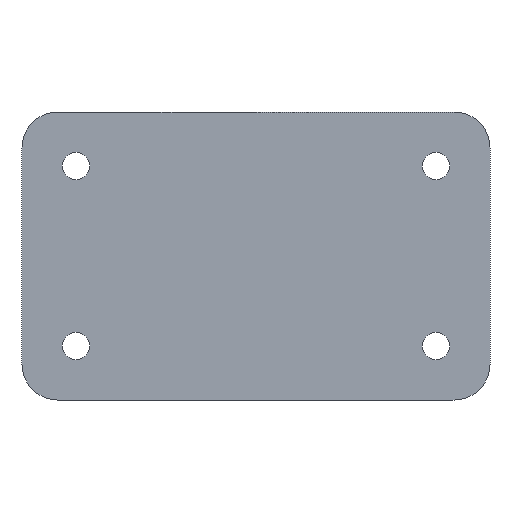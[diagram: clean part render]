
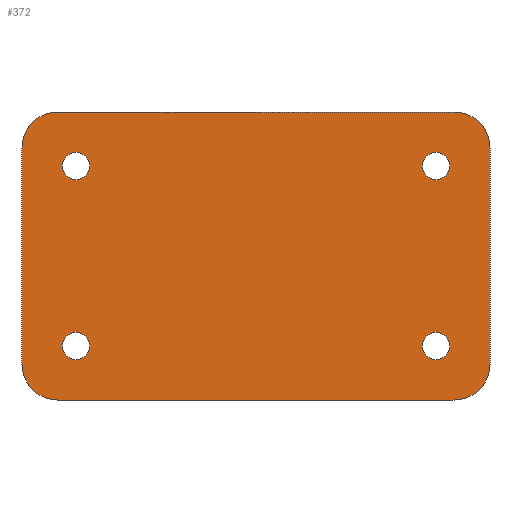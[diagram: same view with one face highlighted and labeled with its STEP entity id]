
A CAD part, front view. The second image highlights one B-rep face of the part: STEP entity #372.
In plain terms, the highlighted planar face has unit normal (0, -1, 0).
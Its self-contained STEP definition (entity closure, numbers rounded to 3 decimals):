
#2 = DIRECTION ( 'NONE',  ( 0., -1., 0. ) ) ;
#7 = CARTESIAN_POINT ( 'NONE',  ( 32.5, -70., -15. ) ) ;
#14 = PLANE ( 'NONE',  #1829 ) ;
#19 = AXIS2_PLACEMENT_3D ( 'NONE', #759, #1676, #290 ) ;
#27 = DIRECTION ( 'NONE',  ( 0., 1., 0. ) ) ;
#40 = CARTESIAN_POINT ( 'NONE',  ( -25., -70., -12.5 ) ) ;
#44 = CARTESIAN_POINT ( 'NONE',  ( -25., -70., 14.399 ) ) ;
#47 = EDGE_CURVE ( 'NONE', #1601, #747, #335, .T. ) ;
#62 = EDGE_CURVE ( 'NONE', #101, #1205, #1874, .T. ) ;
#82 = LINE ( 'NONE', #691, #1395 ) ;
#96 = ORIENTED_EDGE ( 'NONE', *, *, #481, .T. ) ;
#97 = DIRECTION ( 'NONE',  ( 0., 0., -1. ) ) ;
#101 = VERTEX_POINT ( 'NONE', #532 ) ;
#121 = EDGE_CURVE ( 'NONE', #195, #128, #1279, .T. ) ;
#128 = VERTEX_POINT ( 'NONE', #233 ) ;
#148 = CARTESIAN_POINT ( 'NONE',  ( 27.5, -70., 15. ) ) ;
#150 = ORIENTED_EDGE ( 'NONE', *, *, #672, .F. ) ;
#192 = FACE_BOUND ( 'NONE', #1384, .T. ) ;
#195 = VERTEX_POINT ( 'NONE', #1316 ) ;
#210 = CIRCLE ( 'NONE', #19, 1.899 ) ;
#233 = CARTESIAN_POINT ( 'NONE',  ( 25., -70., -10.601 ) ) ;
#241 = CARTESIAN_POINT ( 'NONE',  ( 32.5, -70., 15. ) ) ;
#244 = VERTEX_POINT ( 'NONE', #1033 ) ;
#254 = DIRECTION ( 'NONE',  ( 0., 0., 1. ) ) ;
#269 = DIRECTION ( 'NONE',  ( 0., -1., 0. ) ) ;
#270 = VECTOR ( 'NONE', #986, 1000. ) ;
#277 = CIRCLE ( 'NONE', #1361, 5. ) ;
#286 = FACE_BOUND ( 'NONE', #477, .T. ) ;
#290 = DIRECTION ( 'NONE',  ( 0., 0., -1. ) ) ;
#294 = FACE_BOUND ( 'NONE', #1219, .T. ) ;
#298 = VERTEX_POINT ( 'NONE', #1809 ) ;
#324 = CARTESIAN_POINT ( 'NONE',  ( 0., -70., 20. ) ) ;
#331 = VERTEX_POINT ( 'NONE', #897 ) ;
#335 = LINE ( 'NONE', #1089, #1438 ) ;
#362 = VERTEX_POINT ( 'NONE', #1650 ) ;
#372 = ADVANCED_FACE ( 'NONE', ( #286, #294, #905, #192, #1278 ), #14, .F. ) ;
#375 = AXIS2_PLACEMENT_3D ( 'NONE', #408, #1777, #1583 ) ;
#376 = CARTESIAN_POINT ( 'NONE',  ( 25., -70., 14.399 ) ) ;
#379 = CARTESIAN_POINT ( 'NONE',  ( -27.5, -70., -15. ) ) ;
#405 = CARTESIAN_POINT ( 'NONE',  ( -25., -70., 12.5 ) ) ;
#407 = VERTEX_POINT ( 'NONE', #44 ) ;
#408 = CARTESIAN_POINT ( 'NONE',  ( 25., -70., -12.5 ) ) ;
#433 = DIRECTION ( 'NONE',  ( 0., -1., 0. ) ) ;
#462 = ORIENTED_EDGE ( 'NONE', *, *, #1238, .F. ) ;
#477 = EDGE_LOOP ( 'NONE', ( #1499, #1613 ) ) ;
#481 = EDGE_CURVE ( 'NONE', #1205, #795, #1715, .T. ) ;
#489 = AXIS2_PLACEMENT_3D ( 'NONE', #40, #1057, #616 ) ;
#511 = CARTESIAN_POINT ( 'NONE',  ( -25., -70., -14.399 ) ) ;
#518 = DIRECTION ( 'NONE',  ( 0., -1., 0. ) ) ;
#532 = CARTESIAN_POINT ( 'NONE',  ( -32.5, -70., -15. ) ) ;
#535 = EDGE_CURVE ( 'NONE', #331, #101, #1617, .T. ) ;
#556 = CIRCLE ( 'NONE', #1144, 1.899 ) ;
#564 = ORIENTED_EDGE ( 'NONE', *, *, #1201, .T. ) ;
#584 = DIRECTION ( 'NONE',  ( 0., -1., 0. ) ) ;
#603 = EDGE_CURVE ( 'NONE', #904, #1506, #82, .T. ) ;
#616 = DIRECTION ( 'NONE',  ( 0., 0., -1. ) ) ;
#628 = ORIENTED_EDGE ( 'NONE', *, *, #1726, .F. ) ;
#631 = ORIENTED_EDGE ( 'NONE', *, *, #62, .T. ) ;
#634 = DIRECTION ( 'NONE',  ( 0., 0., 1. ) ) ;
#660 = ORIENTED_EDGE ( 'NONE', *, *, #1093, .F. ) ;
#672 = EDGE_CURVE ( 'NONE', #407, #298, #1765, .T. ) ;
#673 = CARTESIAN_POINT ( 'NONE',  ( 25., -70., -12.5 ) ) ;
#676 = EDGE_LOOP ( 'NONE', ( #926, #631, #96, #1012, #1387, #564, #1926, #1776 ) ) ;
#688 = CIRCLE ( 'NONE', #1801, 1.899 ) ;
#691 = CARTESIAN_POINT ( 'NONE',  ( 32.5, -70., 20. ) ) ;
#745 = CARTESIAN_POINT ( 'NONE',  ( 25., -70., 12.5 ) ) ;
#747 = VERTEX_POINT ( 'NONE', #1044 ) ;
#757 = DIRECTION ( 'NONE',  ( 0., -1., 0. ) ) ;
#759 = CARTESIAN_POINT ( 'NONE',  ( 25., -70., 12.5 ) ) ;
#795 = VERTEX_POINT ( 'NONE', #799 ) ;
#799 = CARTESIAN_POINT ( 'NONE',  ( 27.5, -70., -20. ) ) ;
#802 = DIRECTION ( 'NONE',  ( 0., 0., 1. ) ) ;
#808 = ORIENTED_EDGE ( 'NONE', *, *, #1803, .F. ) ;
#810 = CIRCLE ( 'NONE', #1675, 1.899 ) ;
#824 = ORIENTED_EDGE ( 'NONE', *, *, #1097, .F. ) ;
#881 = DIRECTION ( 'NONE',  ( 0., 0., -1. ) ) ;
#897 = CARTESIAN_POINT ( 'NONE',  ( -32.5, -70., 15. ) ) ;
#904 = VERTEX_POINT ( 'NONE', #241 ) ;
#905 = FACE_BOUND ( 'NONE', #1054, .T. ) ;
#911 = CIRCLE ( 'NONE', #1735, 1.899 ) ;
#926 = ORIENTED_EDGE ( 'NONE', *, *, #535, .T. ) ;
#940 = DIRECTION ( 'NONE',  ( 0., 0., 1. ) ) ;
#954 = VERTEX_POINT ( 'NONE', #376 ) ;
#964 = CARTESIAN_POINT ( 'NONE',  ( 0., -70., -20. ) ) ;
#986 = DIRECTION ( 'NONE',  ( 0., 0., -1. ) ) ;
#1002 = CIRCLE ( 'NONE', #1422, 5. ) ;
#1012 = ORIENTED_EDGE ( 'NONE', *, *, #1208, .T. ) ;
#1033 = CARTESIAN_POINT ( 'NONE',  ( -25., -70., -10.601 ) ) ;
#1044 = CARTESIAN_POINT ( 'NONE',  ( 27.5, -70., 20. ) ) ;
#1054 = EDGE_LOOP ( 'NONE', ( #628, #808 ) ) ;
#1057 = DIRECTION ( 'NONE',  ( 0., -1., 0. ) ) ;
#1089 = CARTESIAN_POINT ( 'NONE',  ( 0., -70., 20. ) ) ;
#1093 = EDGE_CURVE ( 'NONE', #244, #1286, #688, .T. ) ;
#1097 = EDGE_CURVE ( 'NONE', #298, #407, #556, .T. ) ;
#1144 = AXIS2_PLACEMENT_3D ( 'NONE', #1362, #584, #1623 ) ;
#1201 = EDGE_CURVE ( 'NONE', #904, #747, #277, .T. ) ;
#1205 = VERTEX_POINT ( 'NONE', #1833 ) ;
#1208 = EDGE_CURVE ( 'NONE', #795, #1506, #1863, .T. ) ;
#1219 = EDGE_LOOP ( 'NONE', ( #462, #660 ) ) ;
#1238 = EDGE_CURVE ( 'NONE', #1286, #244, #1363, .T. ) ;
#1278 = FACE_OUTER_BOUND ( 'NONE', #676, .T. ) ;
#1279 = CIRCLE ( 'NONE', #375, 1.899 ) ;
#1286 = VERTEX_POINT ( 'NONE', #511 ) ;
#1316 = CARTESIAN_POINT ( 'NONE',  ( 25., -70., -14.399 ) ) ;
#1336 = DIRECTION ( 'NONE',  ( 0., 0., -1. ) ) ;
#1361 = AXIS2_PLACEMENT_3D ( 'NONE', #148, #1389, #940 ) ;
#1362 = CARTESIAN_POINT ( 'NONE',  ( -25., -70., 12.5 ) ) ;
#1363 = CIRCLE ( 'NONE', #489, 1.899 ) ;
#1381 = DIRECTION ( 'NONE',  ( 0., 0., 1. ) ) ;
#1384 = EDGE_LOOP ( 'NONE', ( #824, #150 ) ) ;
#1387 = ORIENTED_EDGE ( 'NONE', *, *, #603, .F. ) ;
#1389 = DIRECTION ( 'NONE',  ( 0., -1., 0. ) ) ;
#1395 = VECTOR ( 'NONE', #97, 1000. ) ;
#1397 = AXIS2_PLACEMENT_3D ( 'NONE', #1819, #757, #1381 ) ;
#1422 = AXIS2_PLACEMENT_3D ( 'NONE', #1845, #1543, #634 ) ;
#1438 = VECTOR ( 'NONE', #1696, 1000. ) ;
#1489 = CARTESIAN_POINT ( 'NONE',  ( -27.5, -70., 20. ) ) ;
#1497 = EDGE_CURVE ( 'NONE', #1601, #331, #1002, .T. ) ;
#1499 = ORIENTED_EDGE ( 'NONE', *, *, #121, .F. ) ;
#1504 = DIRECTION ( 'NONE',  ( 0., 0., -1. ) ) ;
#1506 = VERTEX_POINT ( 'NONE', #7 ) ;
#1530 = DIRECTION ( 'NONE',  ( 0., 0., -1. ) ) ;
#1543 = DIRECTION ( 'NONE',  ( 0., -1., 0. ) ) ;
#1570 = DIRECTION ( 'NONE',  ( 1., 0., 0. ) ) ;
#1583 = DIRECTION ( 'NONE',  ( 0., 0., -1. ) ) ;
#1598 = CARTESIAN_POINT ( 'NONE',  ( -32.5, -70., 20. ) ) ;
#1599 = EDGE_CURVE ( 'NONE', #128, #195, #810, .T. ) ;
#1601 = VERTEX_POINT ( 'NONE', #1489 ) ;
#1613 = ORIENTED_EDGE ( 'NONE', *, *, #1599, .F. ) ;
#1617 = LINE ( 'NONE', #1598, #270 ) ;
#1623 = DIRECTION ( 'NONE',  ( 0., 0., -1. ) ) ;
#1650 = CARTESIAN_POINT ( 'NONE',  ( 25., -70., 10.601 ) ) ;
#1675 = AXIS2_PLACEMENT_3D ( 'NONE', #673, #269, #881 ) ;
#1676 = DIRECTION ( 'NONE',  ( 0., -1., 0. ) ) ;
#1696 = DIRECTION ( 'NONE',  ( 1., 0., 0. ) ) ;
#1715 = LINE ( 'NONE', #964, #1796 ) ;
#1726 = EDGE_CURVE ( 'NONE', #362, #954, #911, .T. ) ;
#1735 = AXIS2_PLACEMENT_3D ( 'NONE', #745, #2, #1530 ) ;
#1765 = CIRCLE ( 'NONE', #1799, 1.899 ) ;
#1776 = ORIENTED_EDGE ( 'NONE', *, *, #1497, .T. ) ;
#1777 = DIRECTION ( 'NONE',  ( 0., -1., 0. ) ) ;
#1796 = VECTOR ( 'NONE', #1570, 1000. ) ;
#1799 = AXIS2_PLACEMENT_3D ( 'NONE', #405, #1918, #1336 ) ;
#1801 = AXIS2_PLACEMENT_3D ( 'NONE', #1812, #433, #1504 ) ;
#1803 = EDGE_CURVE ( 'NONE', #954, #362, #210, .T. ) ;
#1809 = CARTESIAN_POINT ( 'NONE',  ( -25., -70., 10.601 ) ) ;
#1812 = CARTESIAN_POINT ( 'NONE',  ( -25., -70., -12.5 ) ) ;
#1819 = CARTESIAN_POINT ( 'NONE',  ( 27.5, -70., -15. ) ) ;
#1829 = AXIS2_PLACEMENT_3D ( 'NONE', #324, #27, #802 ) ;
#1833 = CARTESIAN_POINT ( 'NONE',  ( -27.5, -70., -20. ) ) ;
#1845 = CARTESIAN_POINT ( 'NONE',  ( -27.5, -70., 15. ) ) ;
#1863 = CIRCLE ( 'NONE', #1397, 5. ) ;
#1874 = CIRCLE ( 'NONE', #1932, 5. ) ;
#1918 = DIRECTION ( 'NONE',  ( 0., -1., 0. ) ) ;
#1926 = ORIENTED_EDGE ( 'NONE', *, *, #47, .F. ) ;
#1932 = AXIS2_PLACEMENT_3D ( 'NONE', #379, #518, #254 ) ;
